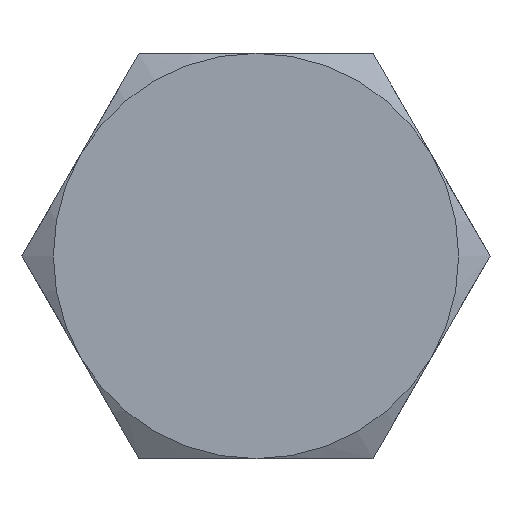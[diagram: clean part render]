
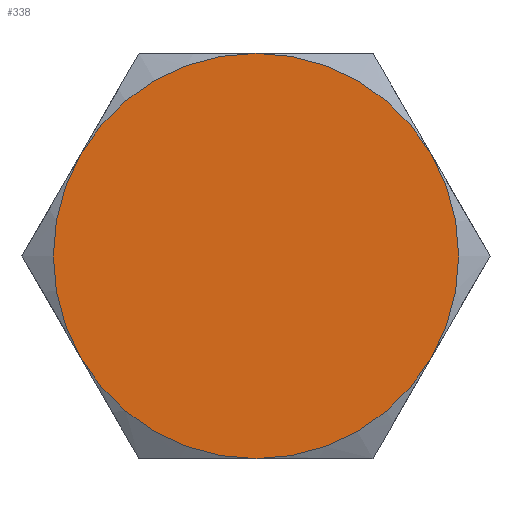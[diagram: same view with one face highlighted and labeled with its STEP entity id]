
A CAD part, left-side view. The second image highlights one B-rep face of the part: STEP entity #338.
In plain terms, the highlighted planar face has unit normal (-1, 0, 0).
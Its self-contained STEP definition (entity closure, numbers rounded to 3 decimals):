
#37=PLANE('',#392);
#58=FACE_OUTER_BOUND('',#80,.T.);
#80=EDGE_LOOP('',(#286,#287,#288,#289,#290,#291));
#125=CIRCLE('',#372,5.);
#126=CIRCLE('',#374,5.);
#127=CIRCLE('',#376,5.);
#128=CIRCLE('',#378,5.);
#129=CIRCLE('',#380,5.);
#130=CIRCLE('',#382,5.);
#144=VERTEX_POINT('',#519);
#146=VERTEX_POINT('',#524);
#148=VERTEX_POINT('',#531);
#149=VERTEX_POINT('',#540);
#152=VERTEX_POINT('',#551);
#153=VERTEX_POINT('',#560);
#178=EDGE_CURVE('',#146,#144,#125,.T.);
#182=EDGE_CURVE('',#148,#146,#126,.T.);
#184=EDGE_CURVE('',#144,#149,#127,.T.);
#188=EDGE_CURVE('',#152,#148,#128,.T.);
#190=EDGE_CURVE('',#149,#153,#129,.T.);
#194=EDGE_CURVE('',#153,#152,#130,.T.);
#286=ORIENTED_EDGE('',*,*,#178,.T.);
#287=ORIENTED_EDGE('',*,*,#184,.T.);
#288=ORIENTED_EDGE('',*,*,#190,.T.);
#289=ORIENTED_EDGE('',*,*,#194,.T.);
#290=ORIENTED_EDGE('',*,*,#188,.T.);
#291=ORIENTED_EDGE('',*,*,#182,.T.);
#338=ADVANCED_FACE('',(#58),#37,.F.);
#372=AXIS2_PLACEMENT_3D('',#525,#425,#426);
#374=AXIS2_PLACEMENT_3D('',#538,#429,#430);
#376=AXIS2_PLACEMENT_3D('',#545,#433,#434);
#378=AXIS2_PLACEMENT_3D('',#558,#437,#438);
#380=AXIS2_PLACEMENT_3D('',#565,#441,#442);
#382=AXIS2_PLACEMENT_3D('',#577,#445,#446);
#392=AXIS2_PLACEMENT_3D('',#607,#477,#478);
#425=DIRECTION('center_axis',(-1.,0.,0.));
#426=DIRECTION('ref_axis',(0.,1.,0.));
#429=DIRECTION('center_axis',(-1.,0.,0.));
#430=DIRECTION('ref_axis',(0.,1.,0.));
#433=DIRECTION('center_axis',(-1.,0.,0.));
#434=DIRECTION('ref_axis',(0.,1.,0.));
#437=DIRECTION('center_axis',(-1.,0.,0.));
#438=DIRECTION('ref_axis',(0.,1.,0.));
#441=DIRECTION('center_axis',(-1.,0.,0.));
#442=DIRECTION('ref_axis',(0.,1.,0.));
#445=DIRECTION('center_axis',(-1.,0.,0.));
#446=DIRECTION('ref_axis',(0.,1.,0.));
#477=DIRECTION('center_axis',(1.,0.,0.));
#478=DIRECTION('ref_axis',(0.,0.,-1.));
#519=CARTESIAN_POINT('',(-4.,4.33,2.5));
#524=CARTESIAN_POINT('',(-4.,0.,5.));
#525=CARTESIAN_POINT('Origin',(-4.,0.,0.));
#531=CARTESIAN_POINT('',(-4.,-4.33,2.5));
#538=CARTESIAN_POINT('Origin',(-4.,0.,0.));
#540=CARTESIAN_POINT('',(-4.,4.33,-2.5));
#545=CARTESIAN_POINT('Origin',(-4.,0.,0.));
#551=CARTESIAN_POINT('',(-4.,-4.33,-2.5));
#558=CARTESIAN_POINT('Origin',(-4.,0.,0.));
#560=CARTESIAN_POINT('',(-4.,0.,-5.));
#565=CARTESIAN_POINT('Origin',(-4.,0.,0.));
#577=CARTESIAN_POINT('Origin',(-4.,0.,0.));
#607=CARTESIAN_POINT('Origin',(-4.,0.,
0.));
